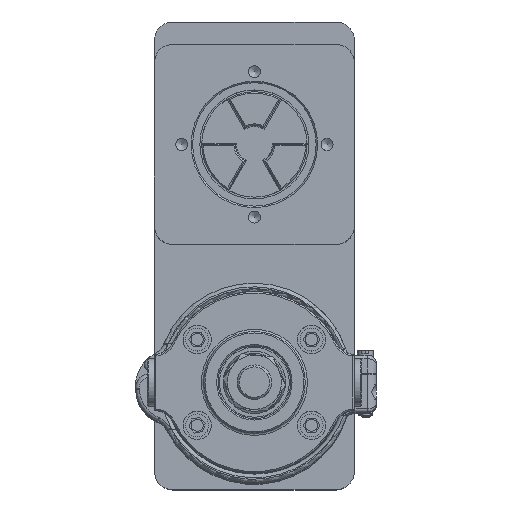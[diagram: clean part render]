
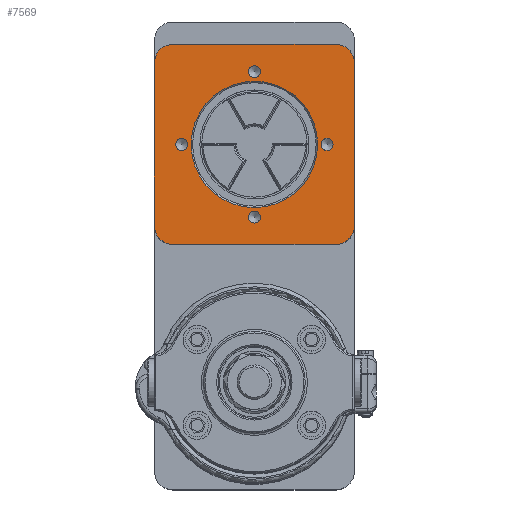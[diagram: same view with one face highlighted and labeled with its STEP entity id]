
A CAD part, top view. The second image highlights one B-rep face of the part: STEP entity #7569.
In plain terms, the highlighted planar face has unit normal (0, 0, 1).
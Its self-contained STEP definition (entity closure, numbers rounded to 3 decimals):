
#114 = ORIENTED_EDGE ( 'NONE', *, *, #18021, .T. ) ;
#326 = EDGE_CURVE ( 'NONE', #12949, #12949, #6971, .T. ) ;
#327 = FACE_OUTER_BOUND ( 'NONE', #15373, .T. ) ;
#376 = VERTEX_POINT ( 'NONE', #20162 ) ;
#696 = FACE_BOUND ( 'NONE', #6346, .T. ) ;
#893 = CIRCLE ( 'NONE', #9252, 22.098 ) ;
#1102 = CARTESIAN_POINT ( 'NONE',  ( 2.1, -25.4, 44.399 ) ) ;
#1629 = ORIENTED_EDGE ( 'NONE', *, *, #23948, .T. ) ;
#1694 = VERTEX_POINT ( 'NONE', #13200 ) ;
#1817 = DIRECTION ( 'NONE',  ( -1., 0., 0. ) ) ;
#1841 = CARTESIAN_POINT ( 'NONE',  ( -34.925, 28.575, 44.399 ) ) ;
#1927 = ORIENTED_EDGE ( 'NONE', *, *, #6061, .T. ) ;
#2196 = CARTESIAN_POINT ( 'NONE',  ( -34.925, 34.925, 44.399 ) ) ;
#2322 = FACE_BOUND ( 'NONE', #18150, .T. ) ;
#2527 = EDGE_CURVE ( 'NONE', #6765, #376, #9085, .T. ) ;
#2821 = EDGE_CURVE ( 'NONE', #18220, #18220, #13871, .T. ) ;
#2899 = ORIENTED_EDGE ( 'NONE', *, *, #19693, .F. ) ;
#3054 = DIRECTION ( 'NONE',  ( 1., 0., 0. ) ) ;
#3372 = AXIS2_PLACEMENT_3D ( 'NONE', #8538, #16164, #23289 ) ;
#4087 = VERTEX_POINT ( 'NONE', #11332 ) ;
#4889 = EDGE_CURVE ( 'NONE', #1694, #1694, #18203, .T. ) ;
#5149 = LINE ( 'NONE', #20155, #13584 ) ;
#5834 = VERTEX_POINT ( 'NONE', #9819 ) ;
#6061 = EDGE_CURVE ( 'NONE', #7069, #19638, #8714, .T. ) ;
#6179 = PLANE ( 'NONE',  #13855 ) ;
#6195 = DIRECTION ( 'NONE',  ( 0., 0., 1. ) ) ;
#6346 = EDGE_LOOP ( 'NONE', ( #18303 ) ) ;
#6449 = CIRCLE ( 'NONE', #24404, 2.1 ) ;
#6614 = DIRECTION ( 'NONE',  ( 0., 0., 1. ) ) ;
#6765 = VERTEX_POINT ( 'NONE', #8188 ) ;
#6870 = CARTESIAN_POINT ( 'NONE',  ( -28.575, -34.925, 44.399 ) ) ;
#6897 = CARTESIAN_POINT ( 'NONE',  ( 0., 25.4, 44.399 ) ) ;
#6948 = CARTESIAN_POINT ( 'NONE',  ( 28.575, 28.575, 44.399 ) ) ;
#6971 = CIRCLE ( 'NONE', #3372, 2.1 ) ;
#6980 = CIRCLE ( 'NONE', #7369, 6.35 ) ;
#6994 = DIRECTION ( 'NONE',  ( 0., 0., 1. ) ) ;
#7069 = VERTEX_POINT ( 'NONE', #20553 ) ;
#7255 = ORIENTED_EDGE ( 'NONE', *, *, #23971, .T. ) ;
#7369 = AXIS2_PLACEMENT_3D ( 'NONE', #14199, #6195, #10327 ) ;
#7455 = LINE ( 'NONE', #2196, #21295 ) ;
#7569 = ADVANCED_FACE ( 'NONE', ( #23440, #696, #2322, #14059, #17433, #327 ), #6179, .F. ) ;
#7688 = CARTESIAN_POINT ( 'NONE',  ( -28.575, 34.925, 44.399 ) ) ;
#7715 = DIRECTION ( 'NONE',  ( 0., 0., -1. ) ) ;
#7806 = AXIS2_PLACEMENT_3D ( 'NONE', #12496, #6614, #16251 ) ;
#8188 = CARTESIAN_POINT ( 'NONE',  ( 34.925, 28.575, 44.399 ) ) ;
#8195 = DIRECTION ( 'NONE',  ( 0., 0., 1. ) ) ;
#8203 = CARTESIAN_POINT ( 'NONE',  ( -34.925, -28.575, 44.399 ) ) ;
#8316 = DIRECTION ( 'NONE',  ( -1., 0., 0. ) ) ;
#8538 = CARTESIAN_POINT ( 'NONE',  ( -25.4, 0., 44.399 ) ) ;
#8708 = DIRECTION ( 'NONE',  ( 0., 0., 1. ) ) ;
#8714 = CIRCLE ( 'NONE', #11901, 6.35 ) ;
#9079 = CARTESIAN_POINT ( 'NONE',  ( -23.3, 0., 44.399 ) ) ;
#9085 = CIRCLE ( 'NONE', #21861, 6.35 ) ;
#9252 = AXIS2_PLACEMENT_3D ( 'NONE', #16850, #7715, #17106 ) ;
#9819 = CARTESIAN_POINT ( 'NONE',  ( -22.098, 0., 44.399 ) ) ;
#10037 = LINE ( 'NONE', #10419, #23874 ) ;
#10166 = CARTESIAN_POINT ( 'NONE',  ( 0., 0., 44.399 ) ) ;
#10327 = DIRECTION ( 'NONE',  ( -1., 0., 0. ) ) ;
#10419 = CARTESIAN_POINT ( 'NONE',  ( -34.925, -34.925, 44.399 ) ) ;
#10760 = ORIENTED_EDGE ( 'NONE', *, *, #22277, .T. ) ;
#10903 = CARTESIAN_POINT ( 'NONE',  ( 0., -25.4, 44.399 ) ) ;
#11332 = CARTESIAN_POINT ( 'NONE',  ( 2.1, 25.4, 44.399 ) ) ;
#11901 = AXIS2_PLACEMENT_3D ( 'NONE', #12263, #6994, #14125 ) ;
#12121 = EDGE_CURVE ( 'NONE', #14600, #7069, #10037, .T. ) ;
#12141 = EDGE_LOOP ( 'NONE', ( #17246 ) ) ;
#12210 = CARTESIAN_POINT ( 'NONE',  ( -28.575, 28.575, 44.399 ) ) ;
#12218 = LINE ( 'NONE', #19844, #19937 ) ;
#12263 = CARTESIAN_POINT ( 'NONE',  ( 28.575, -28.575, 44.399 ) ) ;
#12465 = DIRECTION ( 'NONE',  ( -1., 0., 0. ) ) ;
#12496 = CARTESIAN_POINT ( 'NONE',  ( 25.4, 0., 44.399 ) ) ;
#12528 = CARTESIAN_POINT ( 'NONE',  ( 34.925, -28.575, 44.399 ) ) ;
#12660 = DIRECTION ( 'NONE',  ( 0., 0., 1. ) ) ;
#12830 = VERTEX_POINT ( 'NONE', #8203 ) ;
#12839 = EDGE_CURVE ( 'NONE', #21291, #12830, #12218, .T. ) ;
#12881 = ORIENTED_EDGE ( 'NONE', *, *, #20083, .T. ) ;
#12949 = VERTEX_POINT ( 'NONE', #9079 ) ;
#13200 = CARTESIAN_POINT ( 'NONE',  ( 27.5, 0., 44.399 ) ) ;
#13584 = VECTOR ( 'NONE', #20290, 1000. ) ;
#13855 = AXIS2_PLACEMENT_3D ( 'NONE', #10166, #19815, #8316 ) ;
#13871 = CIRCLE ( 'NONE', #17073, 2.1 ) ;
#13881 = ORIENTED_EDGE ( 'NONE', *, *, #12839, .T. ) ;
#14059 = FACE_BOUND ( 'NONE', #12141, .T. ) ;
#14125 = DIRECTION ( 'NONE',  ( -1., 0., 0. ) ) ;
#14199 = CARTESIAN_POINT ( 'NONE',  ( -28.575, -28.575, 44.399 ) ) ;
#14310 = DIRECTION ( 'NONE',  ( 0., 0., 1. ) ) ;
#14567 = AXIS2_PLACEMENT_3D ( 'NONE', #12210, #8195, #19583 ) ;
#14600 = VERTEX_POINT ( 'NONE', #6870 ) ;
#15373 = EDGE_LOOP ( 'NONE', ( #13881, #7255, #19911, #1927, #114, #20330, #10760, #1629 ) ) ;
#15528 = ORIENTED_EDGE ( 'NONE', *, *, #326, .F. ) ;
#15706 = DIRECTION ( 'NONE',  ( 0., -1., 0. ) ) ;
#15914 = VERTEX_POINT ( 'NONE', #7688 ) ;
#16048 = DIRECTION ( 'NONE',  ( 1., 0., 0. ) ) ;
#16164 = DIRECTION ( 'NONE',  ( 0., 0., 1. ) ) ;
#16251 = DIRECTION ( 'NONE',  ( 1., 0., 0. ) ) ;
#16850 = CARTESIAN_POINT ( 'NONE',  ( 0., 0., 44.399 ) ) ;
#17073 = AXIS2_PLACEMENT_3D ( 'NONE', #10903, #14310, #3054 ) ;
#17106 = DIRECTION ( 'NONE',  ( -1., 0., 0. ) ) ;
#17246 = ORIENTED_EDGE ( 'NONE', *, *, #2821, .F. ) ;
#17433 = FACE_BOUND ( 'NONE', #20010, .T. ) ;
#18021 = EDGE_CURVE ( 'NONE', #19638, #6765, #5149, .T. ) ;
#18150 = EDGE_LOOP ( 'NONE', ( #2899 ) ) ;
#18203 = CIRCLE ( 'NONE', #7806, 2.1 ) ;
#18220 = VERTEX_POINT ( 'NONE', #1102 ) ;
#18303 = ORIENTED_EDGE ( 'NONE', *, *, #4889, .F. ) ;
#18409 = DIRECTION ( 'NONE',  ( 1., 0., 0. ) ) ;
#19009 = EDGE_LOOP ( 'NONE', ( #15528 ) ) ;
#19583 = DIRECTION ( 'NONE',  ( -1., 0., 0. ) ) ;
#19638 = VERTEX_POINT ( 'NONE', #12528 ) ;
#19693 = EDGE_CURVE ( 'NONE', #4087, #4087, #6449, .T. ) ;
#19815 = DIRECTION ( 'NONE',  ( 0., 0., -1. ) ) ;
#19844 = CARTESIAN_POINT ( 'NONE',  ( -34.925, -34.925, 44.399 ) ) ;
#19911 = ORIENTED_EDGE ( 'NONE', *, *, #12121, .T. ) ;
#19937 = VECTOR ( 'NONE', #15706, 1000. ) ;
#20010 = EDGE_LOOP ( 'NONE', ( #12881 ) ) ;
#20083 = EDGE_CURVE ( 'NONE', #5834, #5834, #893, .T. ) ;
#20155 = CARTESIAN_POINT ( 'NONE',  ( 34.925, -34.925, 44.399 ) ) ;
#20162 = CARTESIAN_POINT ( 'NONE',  ( 28.575, 34.925, 44.399 ) ) ;
#20290 = DIRECTION ( 'NONE',  ( 0., 1., 0. ) ) ;
#20330 = ORIENTED_EDGE ( 'NONE', *, *, #2527, .T. ) ;
#20553 = CARTESIAN_POINT ( 'NONE',  ( 28.575, -34.925, 44.399 ) ) ;
#21291 = VERTEX_POINT ( 'NONE', #1841 ) ;
#21295 = VECTOR ( 'NONE', #1817, 1000. ) ;
#21861 = AXIS2_PLACEMENT_3D ( 'NONE', #6948, #8708, #12465 ) ;
#22277 = EDGE_CURVE ( 'NONE', #376, #15914, #7455, .T. ) ;
#22954 = CIRCLE ( 'NONE', #14567, 6.35 ) ;
#23289 = DIRECTION ( 'NONE',  ( 1., 0., 0. ) ) ;
#23440 = FACE_BOUND ( 'NONE', #19009, .T. ) ;
#23874 = VECTOR ( 'NONE', #16048, 1000. ) ;
#23948 = EDGE_CURVE ( 'NONE', #15914, #21291, #22954, .T. ) ;
#23971 = EDGE_CURVE ( 'NONE', #12830, #14600, #6980, .T. ) ;
#24404 = AXIS2_PLACEMENT_3D ( 'NONE', #6897, #12660, #18409 ) ;
